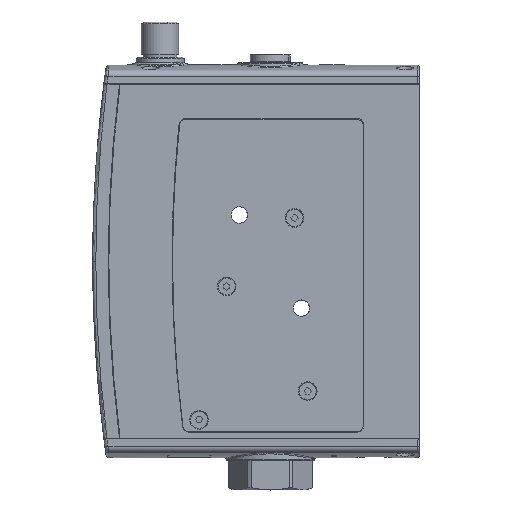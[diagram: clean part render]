
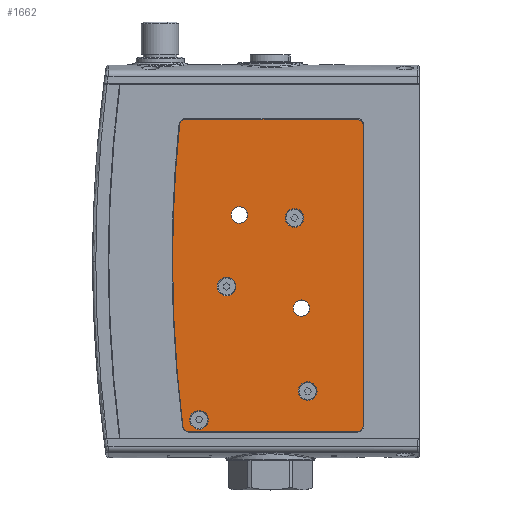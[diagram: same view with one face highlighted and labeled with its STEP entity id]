
A CAD part, top view. The second image highlights one B-rep face of the part: STEP entity #1662.
In plain terms, the highlighted planar face has unit normal (0, 0, 1).
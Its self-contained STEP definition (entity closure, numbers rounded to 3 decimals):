
#1662=ADVANCED_FACE('NONE',(#4179,#4180,#4181,#4182,#4183,#4184,#4185),#4186,.T.);
#4179=FACE_OUTER_BOUND('',#10777,.T.);
#4180=FACE_BOUND('',#10778,.T.);
#4181=FACE_BOUND('',#10779,.T.);
#4182=FACE_BOUND('',#10780,.T.);
#4183=FACE_BOUND('',#10781,.T.);
#4184=FACE_BOUND('',#10782,.T.);
#4185=FACE_BOUND('',#10783,.T.);
#4186=PLANE('',#10784);
#10777=EDGE_LOOP('',(#22565,#22566,#22567,#22568,#22569,#22570,#22571,#22572,#22573));
#10778=EDGE_LOOP('',(#22574,#22575));
#10779=EDGE_LOOP('',(#22576,#22577));
#10780=EDGE_LOOP('',(#22578,#22579));
#10781=EDGE_LOOP('',(#22580,#22581));
#10782=EDGE_LOOP('',(#22582,#22583));
#10783=EDGE_LOOP('',(#22584,#22585));
#10784=AXIS2_PLACEMENT_3D('',#22586,#22587,#22588);
#22565=ORIENTED_EDGE('',*,*,#28663,.F.);
#22566=ORIENTED_EDGE('',*,*,#28678,.T.);
#22567=ORIENTED_EDGE('',*,*,#28657,.F.);
#22568=ORIENTED_EDGE('',*,*,#28679,.T.);
#22569=ORIENTED_EDGE('',*,*,#28655,.F.);
#22570=ORIENTED_EDGE('',*,*,#28680,.T.);
#22571=ORIENTED_EDGE('',*,*,#28614,.F.);
#22572=ORIENTED_EDGE('',*,*,#28667,.F.);
#22573=ORIENTED_EDGE('',*,*,#28681,.T.);
#22574=ORIENTED_EDGE('',*,*,#28682,.F.);
#22575=ORIENTED_EDGE('',*,*,#28619,.F.);
#22576=ORIENTED_EDGE('',*,*,#28683,.F.);
#22577=ORIENTED_EDGE('',*,*,#28623,.F.);
#22578=ORIENTED_EDGE('',*,*,#28684,.F.);
#22579=ORIENTED_EDGE('',*,*,#28627,.F.);
#22580=ORIENTED_EDGE('',*,*,#28685,.F.);
#22581=ORIENTED_EDGE('',*,*,#28634,.F.);
#22582=ORIENTED_EDGE('',*,*,#28686,.F.);
#22583=ORIENTED_EDGE('',*,*,#28641,.F.);
#22584=ORIENTED_EDGE('',*,*,#28687,.F.);
#22585=ORIENTED_EDGE('',*,*,#28648,.F.);
#22586=CARTESIAN_POINT('',(351.368,-56.499,16.0));
#22587=DIRECTION('',(-0.0,0.0,1.0));
#22588=DIRECTION('',(1.0,-0.0,0.0));
#28614=EDGE_CURVE('NONE',#34041,#34044,#34045,.T.);
#28619=EDGE_CURVE('NONE',#34052,#34054,#34055,.T.);
#28623=EDGE_CURVE('NONE',#34060,#34062,#34063,.T.);
#28627=EDGE_CURVE('NONE',#34068,#34070,#34071,.T.);
#28634=EDGE_CURVE('NONE',#34081,#34083,#34084,.T.);
#28641=EDGE_CURVE('NONE',#34094,#34096,#34097,.T.);
#28648=EDGE_CURVE('NONE',#34107,#34109,#34110,.T.);
#28655=EDGE_CURVE('NONE',#34120,#34122,#34123,.T.);
#28657=EDGE_CURVE('NONE',#34125,#34126,#34127,.T.);
#28663=EDGE_CURVE('NONE',#34136,#34138,#34139,.T.);
#28667=EDGE_CURVE('NONE',#34143,#34041,#34145,.T.);
#28678=EDGE_CURVE('NONE',#34136,#34126,#34156,.T.);
#28679=EDGE_CURVE('NONE',#34125,#34122,#34157,.T.);
#28680=EDGE_CURVE('NONE',#34120,#34044,#34158,.T.);
#28681=EDGE_CURVE('NONE',#34143,#34138,#34159,.T.);
#28682=EDGE_CURVE('NONE',#34054,#34052,#34160,.T.);
#28683=EDGE_CURVE('NONE',#34062,#34060,#34161,.T.);
#28684=EDGE_CURVE('NONE',#34070,#34068,#34162,.T.);
#28685=EDGE_CURVE('NONE',#34083,#34081,#34163,.T.);
#28686=EDGE_CURVE('NONE',#34096,#34094,#34164,.T.);
#28687=EDGE_CURVE('NONE',#34109,#34107,#34165,.T.);
#34041=VERTEX_POINT('',#48582);
#34044=VERTEX_POINT('NONE',#48586);
#34045=CIRCLE('',#48587,431.0);
#34052=VERTEX_POINT('NONE',#48595);
#34054=VERTEX_POINT('NONE',#48598);
#34055=CIRCLE('',#48599,2.65);
#34060=VERTEX_POINT('NONE',#48605);
#34062=VERTEX_POINT('NONE',#48608);
#34063=CIRCLE('',#48609,2.65);
#34068=VERTEX_POINT('NONE',#48615);
#34070=VERTEX_POINT('NONE',#48618);
#34071=CIRCLE('',#48619,3.0);
#34081=VERTEX_POINT('NONE',#48632);
#34083=VERTEX_POINT('NONE',#48635);
#34084=CIRCLE('',#48636,3.0);
#34094=VERTEX_POINT('NONE',#48649);
#34096=VERTEX_POINT('NONE',#48652);
#34097=CIRCLE('',#48653,3.0);
#34107=VERTEX_POINT('NONE',#48666);
#34109=VERTEX_POINT('NONE',#48669);
#34110=CIRCLE('',#48670,3.0);
#34120=VERTEX_POINT('NONE',#48684);
#34122=VERTEX_POINT('NONE',#48687);
#34123=LINE('',#48688,#48689);
#34125=VERTEX_POINT('NONE',#48692);
#34126=VERTEX_POINT('NONE',#48693);
#34127=LINE('',#48694,#48695);
#34136=VERTEX_POINT('NONE',#48708);
#34138=VERTEX_POINT('NONE',#48711);
#34139=LINE('',#48712,#48713);
#34143=VERTEX_POINT('NONE',#48718);
#34145=CIRCLE('',#48721,431.0);
#34156=CIRCLE('',#48732,2.2);
#34157=CIRCLE('',#48733,2.2);
#34158=CIRCLE('',#48734,2.2);
#34159=CIRCLE('',#48735,2.2);
#34160=CIRCLE('',#48736,2.65);
#34161=CIRCLE('',#48737,2.65);
#34162=CIRCLE('',#48738,3.0);
#34163=CIRCLE('',#48739,3.0);
#34164=CIRCLE('',#48740,3.0);
#34165=CIRCLE('',#48741,3.0);
#48582=CARTESIAN_POINT('',(-79.632,-56.499,16.0));
#48586=CARTESIAN_POINT('',(-77.454,-13.229,16.0));
#48587=AXIS2_PLACEMENT_3D('',#59922,#59923,#59924);
#48595=CARTESIAN_POINT('',(-40.6,-72.1,16.0));
#48598=CARTESIAN_POINT('',(-35.3,-72.1,16.0));
#48599=AXIS2_PLACEMENT_3D('',#59933,#59934,#59935);
#48605=CARTESIAN_POINT('',(-60.6,-42.1,16.0));
#48608=CARTESIAN_POINT('',(-55.3,-42.1,16.0));
#48609=AXIS2_PLACEMENT_3D('',#59941,#59942,#59943);
#48615=CARTESIAN_POINT('',(-65.05,-65.1,16.0));
#48618=CARTESIAN_POINT('',(-59.05,-65.1,16.0));
#48619=AXIS2_PLACEMENT_3D('',#59949,#59950,#59951);
#48632=CARTESIAN_POINT('',(-43.2,-43.,16.0));
#48635=CARTESIAN_POINT('',(-37.2,-43.,16.0));
#48636=AXIS2_PLACEMENT_3D('',#59962,#59963,#59964);
#48649=CARTESIAN_POINT('',(-38.95,-98.8,16.0));
#48652=CARTESIAN_POINT('',(-32.95,-98.8,16.0));
#48653=AXIS2_PLACEMENT_3D('',#59975,#59976,#59977);
#48666=CARTESIAN_POINT('',(-73.95,-108.05,16.0));
#48669=CARTESIAN_POINT('',(-67.95,-108.05,16.0));
#48670=AXIS2_PLACEMENT_3D('',#59988,#59989,#59990);
#48684=CARTESIAN_POINT('',(-75.265,-11.25,16.0));
#48687=CARTESIAN_POINT('',(-20.25,-11.25,16.0));
#48688=CARTESIAN_POINT('',(-18.05,-11.25,16.0));
#48689=VECTOR('',#59999,1000.0);
#48692=CARTESIAN_POINT('',(-18.05,-13.45,16.0));
#48693=CARTESIAN_POINT('',(-18.05,-109.75,16.0));
#48694=CARTESIAN_POINT('',(-18.05,-11.25,16.0));
#48695=VECTOR('',#60001,1000.0);
#48708=CARTESIAN_POINT('',(-20.25,-111.95,16.0));
#48711=CARTESIAN_POINT('',(-74.113,-111.95,16.0));
#48712=CARTESIAN_POINT('',(-18.05,-111.95,16.0));
#48713=VECTOR('',#60007,1000.0);
#48718=CARTESIAN_POINT('',(-76.296,-110.023,16.0));
#48721=AXIS2_PLACEMENT_3D('',#60013,#60014,#60015);
#48732=AXIS2_PLACEMENT_3D('',#60046,#60047,#60048);
#48733=AXIS2_PLACEMENT_3D('',#60049,#60050,#60051);
#48734=AXIS2_PLACEMENT_3D('',#60052,#60053,#60054);
#48735=AXIS2_PLACEMENT_3D('',#60055,#60056,#60057);
#48736=AXIS2_PLACEMENT_3D('',#60058,#60059,#60060);
#48737=AXIS2_PLACEMENT_3D('',#60061,#60062,#60063);
#48738=AXIS2_PLACEMENT_3D('',#60064,#60065,#60066);
#48739=AXIS2_PLACEMENT_3D('',#60067,#60068,#60069);
#48740=AXIS2_PLACEMENT_3D('',#60070,#60071,#60072);
#48741=AXIS2_PLACEMENT_3D('',#60073,#60074,#60075);
#59922=CARTESIAN_POINT('',(351.368,-56.499,16.0));
#59923=DIRECTION('',(0.0,0.0,-1.0));
#59924=DIRECTION('',(1.0,0.,0.0));
#59933=CARTESIAN_POINT('',(-37.95,-72.1,16.0));
#59934=DIRECTION('',(-0.0,0.0,1.0));
#59935=DIRECTION('',(1.0,0.0,0.0));
#59941=CARTESIAN_POINT('',(-57.95,-42.1,16.0));
#59942=DIRECTION('',(-0.0,0.0,1.0));
#59943=DIRECTION('',(1.0,0.0,0.0));
#59949=CARTESIAN_POINT('',(-62.05,-65.1,16.0));
#59950=DIRECTION('',(0.0,0.0,1.0));
#59951=DIRECTION('',(1.0,0.0,0.0));
#59962=CARTESIAN_POINT('',(-40.2,-43.,16.0));
#59963=DIRECTION('',(0.0,0.0,1.0));
#59964=DIRECTION('',(1.0,0.0,0.0));
#59975=CARTESIAN_POINT('',(-35.95,-98.8,16.0));
#59976=DIRECTION('',(0.0,0.0,1.0));
#59977=DIRECTION('',(1.0,0.0,0.0));
#59988=CARTESIAN_POINT('',(-70.95,-108.05,16.0));
#59989=DIRECTION('',(0.0,0.0,1.0));
#59990=DIRECTION('',(1.0,0.0,0.0));
#59999=DIRECTION('',(1.0,0.,0.0));
#60001=DIRECTION('',(0.,-1.0,0.0));
#60007=DIRECTION('',(-1.0,0.,0.0));
#60013=CARTESIAN_POINT('',(351.368,-56.499,16.0));
#60014=DIRECTION('',(0.0,0.0,-1.0));
#60015=DIRECTION('',(1.0,0.,0.0));
#60046=CARTESIAN_POINT('',(-20.25,-109.75,16.0));
#60047=DIRECTION('',(0.0,0.0,1.0));
#60048=DIRECTION('',(1.0,0.0,0.0));
#60049=CARTESIAN_POINT('',(-20.25,-13.45,16.0));
#60050=DIRECTION('',(0.0,0.0,1.0));
#60051=DIRECTION('',(1.0,0.0,0.0));
#60052=CARTESIAN_POINT('',(-75.265,-13.45,16.0));
#60053=DIRECTION('',(0.0,0.0,1.0));
#60054=DIRECTION('',(1.0,0.0,0.0));
#60055=CARTESIAN_POINT('',(-74.113,-109.75,16.0));
#60056=DIRECTION('',(0.0,0.0,1.0));
#60057=DIRECTION('',(1.0,0.0,0.0));
#60058=CARTESIAN_POINT('',(-37.95,-72.1,16.0));
#60059=DIRECTION('',(-0.0,0.0,1.0));
#60060=DIRECTION('',(1.0,0.0,0.0));
#60061=CARTESIAN_POINT('',(-57.95,-42.1,16.0));
#60062=DIRECTION('',(-0.0,0.0,1.0));
#60063=DIRECTION('',(1.0,0.0,0.0));
#60064=CARTESIAN_POINT('',(-62.05,-65.1,16.0));
#60065=DIRECTION('',(0.0,0.0,1.0));
#60066=DIRECTION('',(1.0,0.0,0.0));
#60067=CARTESIAN_POINT('',(-40.2,-43.,16.0));
#60068=DIRECTION('',(0.0,0.0,1.0));
#60069=DIRECTION('',(1.0,0.0,0.0));
#60070=CARTESIAN_POINT('',(-35.95,-98.8,16.0));
#60071=DIRECTION('',(0.0,0.0,1.0));
#60072=DIRECTION('',(1.0,0.0,0.0));
#60073=CARTESIAN_POINT('',(-70.95,-108.05,16.0));
#60074=DIRECTION('',(0.0,0.0,1.0));
#60075=DIRECTION('',(1.0,0.0,0.0));
